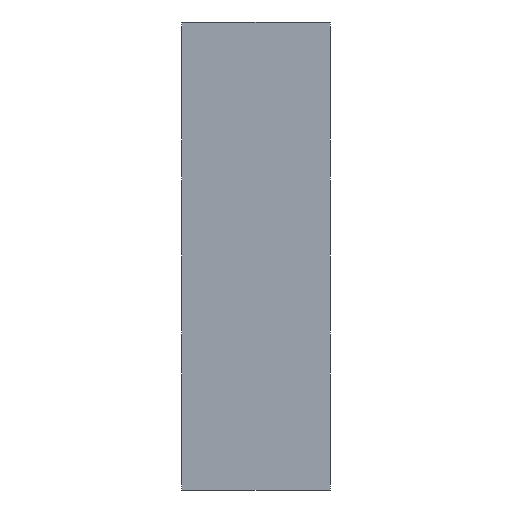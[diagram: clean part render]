
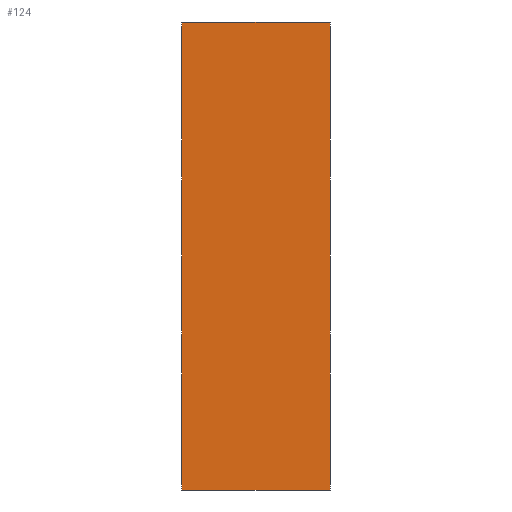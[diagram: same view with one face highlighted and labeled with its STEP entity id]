
A CAD part, left-side view. The second image highlights one B-rep face of the part: STEP entity #124.
In plain terms, the highlighted planar face has unit normal (-1, 0, 0).
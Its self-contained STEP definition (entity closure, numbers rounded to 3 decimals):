
#11=CARTESIAN_POINT('POINT3',(-10.,264.,822.));
#12=VERTEX_POINT('VERTEX3',#11);
#19=CARTESIAN_POINT('POINT4',(-10.,0.,822.));
#20=VERTEX_POINT('VERTEX4',#19);
#21=CARTESIAN_POINT('POS3',(-10.,132.,822.));
#22=DIRECTION('DIR3',(0.,-1.,0.));
#23=VECTOR('VEC3',#22,1.);
#24=LINE('STRAIGHT3',#21,#23);
#25=EDGE_CURVE('EDGE3',#12,#20,#24,.T.);
#73=CARTESIAN_POINT('POINT7',(-10.,0.,-10.));
#74=VERTEX_POINT('VERTEX7',#73);
#81=CARTESIAN_POINT('POINT8',(-10.,264.,-10.));
#82=VERTEX_POINT('VERTEX8',#81);
#83=CARTESIAN_POINT('POS11',(-10.,132.,-10.));
#84=DIRECTION('DIR13',(0.,1.,0.));
#85=VECTOR('VEC9',#84,1.);
#86=LINE('STRAIGHT9',#83,#85);
#87=EDGE_CURVE('EDGE9',#74,#82,#86,.T.);
#103=CARTESIAN_POINT('POS14',(-10.,264.,406.));
#104=DIRECTION('DIR17',(0.,0.,-1.));
#105=VECTOR('VEC11',#104,1.);
#106=LINE('STRAIGHT11',#103,#105);
#107=EDGE_CURVE('EDGE11',#12,#82,#106,.T.);
#108=ORIENTED_EDGE('COEDGE13',*,*,#107,.T.);
#109=ORIENTED_EDGE('COEDGE14',*,*,#87,.F.);
#110=CARTESIAN_POINT('POS15',(-10.,0.,406.));
#111=DIRECTION('DIR18',(0.,0.,-1.));
#112=VECTOR('VEC12',#111,1.);
#113=LINE('STRAIGHT12',#110,#112);
#114=EDGE_CURVE('EDGE12',#20,#74,#113,.T.);
#115=ORIENTED_EDGE('COEDGE15',*,*,#114,.F.);
#116=ORIENTED_EDGE('COEDGE16',*,*,#25,.F.);
#117=EDGE_LOOP('NONE',(#108,#109,#115,#116));
#118=FACE_BOUND('LOOP1',#117,.T.);
#119=CARTESIAN_POINT('POS16',(-10.,132.,406.));
#120=DIRECTION('DIR19',(1.,0.,0.));
#121=DIRECTION('DIR20',(0.,1.,0.));
#122=AXIS2_PLACEMENT_3D('AXIS4',#119,#120,#121);
#123=PLANE('PLANE4',#122);
#124=ADVANCED_FACE('FACE4',(#118),#123,.F.);
